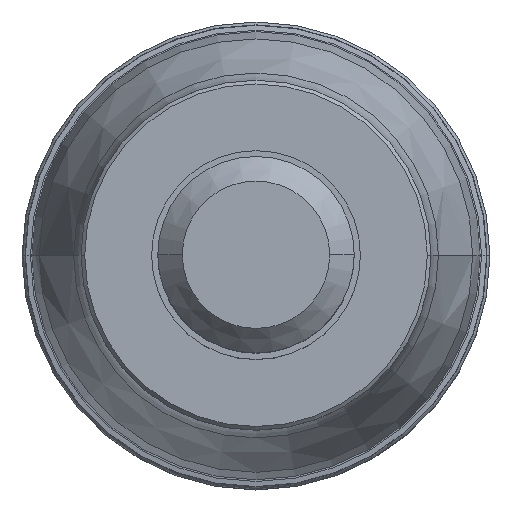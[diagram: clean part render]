
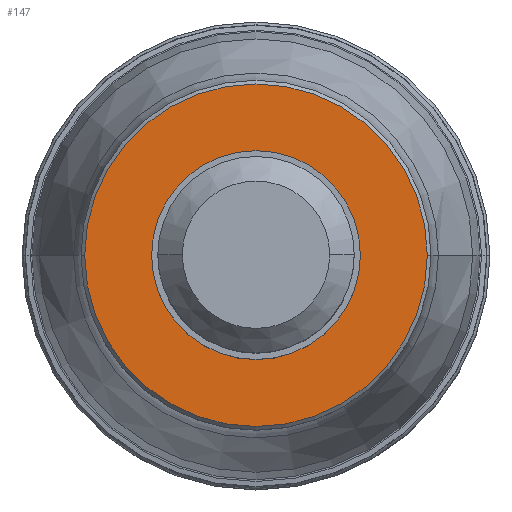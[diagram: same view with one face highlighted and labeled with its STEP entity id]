
A CAD part, top view. The second image highlights one B-rep face of the part: STEP entity #147.
In plain terms, the highlighted planar face has unit normal (0, 0, 1).
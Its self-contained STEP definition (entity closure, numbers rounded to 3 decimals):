
#28=PLANE('',#1440);
#33=FACE_BOUND('',#330,.T.);
#34=FACE_BOUND('',#331,.T.);
#147=ADVANCED_FACE('',(#33,#34),#28,.F.);
#330=EDGE_LOOP('',(#536,#537,#538,#539));
#331=EDGE_LOOP('',(#540,#541));
#536=ORIENTED_EDGE('',*,*,#906,.F.);
#537=ORIENTED_EDGE('',*,*,#907,.F.);
#538=ORIENTED_EDGE('',*,*,#905,.F.);
#539=ORIENTED_EDGE('',*,*,#904,.F.);
#540=ORIENTED_EDGE('',*,*,#908,.F.);
#541=ORIENTED_EDGE('',*,*,#909,.F.);
#764=VERTEX_POINT('',#3296);
#765=VERTEX_POINT('',#3298);
#766=VERTEX_POINT('',#3300);
#767=VERTEX_POINT('',#3304);
#768=VERTEX_POINT('',#3307);
#769=VERTEX_POINT('',#3308);
#904=EDGE_CURVE('',#765,#766,#1098,.T.);
#905=EDGE_CURVE('',#766,#764,#1099,.T.);
#906=EDGE_CURVE('',#767,#765,#1100,.T.);
#907=EDGE_CURVE('',#764,#767,#1101,.T.);
#908=EDGE_CURVE('',#768,#769,#1102,.T.);
#909=EDGE_CURVE('',#769,#768,#1103,.T.);
#1098=CIRCLE('',#1433,13.95);
#1099=CIRCLE('',#1434,13.95);
#1100=CIRCLE('',#1436,13.95);
#1101=CIRCLE('',#1437,13.95);
#1102=CIRCLE('',#1438,8.5);
#1103=CIRCLE('',#1439,8.5);
#1433=AXIS2_PLACEMENT_3D('',#3299,#1750,#1751);
#1434=AXIS2_PLACEMENT_3D('',#3301,#1752,#1753);
#1436=AXIS2_PLACEMENT_3D('',#3303,#1756,#1757);
#1437=AXIS2_PLACEMENT_3D('',#3305,#1758,#1759);
#1438=AXIS2_PLACEMENT_3D('',#3306,#1760,#1761);
#1439=AXIS2_PLACEMENT_3D('',#3309,#1762,#1763);
#1440=AXIS2_PLACEMENT_3D('',#3310,#1764,#1765);
#1750=DIRECTION('',(0.,0.,-1.));
#1751=DIRECTION('',(1.,0.,0.));
#1752=DIRECTION('',(0.,0.,-1.));
#1753=DIRECTION('',(0.,-1.,0.));
#1756=DIRECTION('',(0.,0.,-1.));
#1757=DIRECTION('',(0.,1.,0.));
#1758=DIRECTION('',(0.,0.,-1.));
#1759=DIRECTION('',(-1.,0.,0.));
#1760=DIRECTION('',(0.,0.,1.));
#1761=DIRECTION('',(1.,0.,0.));
#1762=DIRECTION('',(0.,0.,1.));
#1763=DIRECTION('',(-1.,0.,0.));
#1764=DIRECTION('',(0.,0.,-1.));
#1765=DIRECTION('',(-1.,0.,0.));
#3296=CARTESIAN_POINT('',(-13.95,0.,0.));
#3298=CARTESIAN_POINT('',(13.95,0.,0.));
#3299=CARTESIAN_POINT('',(0.,0.,0.));
#3300=CARTESIAN_POINT('',(0.,-13.95,0.));
#3301=CARTESIAN_POINT('',(0.,0.,0.));
#3303=CARTESIAN_POINT('',(0.,0.,0.));
#3304=CARTESIAN_POINT('',(0.,13.95,0.));
#3305=CARTESIAN_POINT('',(0.,0.,0.));
#3306=CARTESIAN_POINT('',(0.,0.,0.));
#3307=CARTESIAN_POINT('',(8.5,0.,0.));
#3308=CARTESIAN_POINT('',(-8.5,0.,0.));
#3309=CARTESIAN_POINT('',(0.,0.,0.));
#3310=CARTESIAN_POINT('',(0.,0.,0.));
